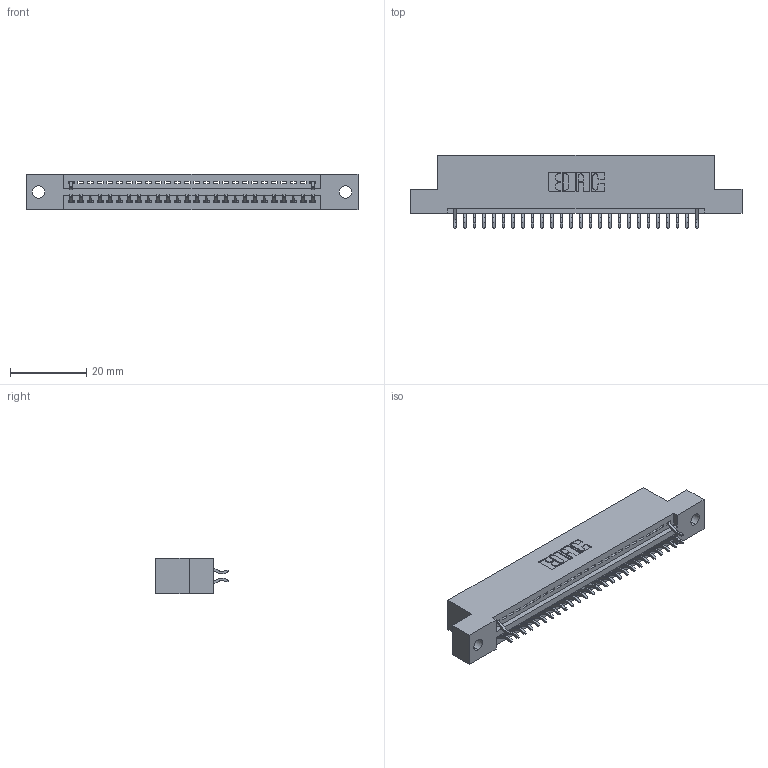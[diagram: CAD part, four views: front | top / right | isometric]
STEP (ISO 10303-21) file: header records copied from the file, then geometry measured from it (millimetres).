
FILE_DESCRIPTION (( 'STEP AP203' ), '1' );
FILE_NAME ('345-052-556-202.STEP', '2018-09-22T23:53:46', ( '' ), ( '' ), 'SwSTEP 2.0', 'SolidWorks 2016', '' );
FILE_SCHEMA (( 'CONFIG_CONTROL_DESIGN' ));
Length unit declared in the file: inch
Products named in the file (3): 345-052-556-202; 345 Part_Flush Mounting Lugs - 0.128 Dia; 345-292-001_556 Tail
Assembly tree (29 placements, depth 2):
  345-052-556-202
    345 Part_Flush Mounting Lugs - 0.128 Dia
    345-292-001_556 Tail  x28
Bounding box: 87.25 x 19.24 x 9.4 mm (x, y, z)
Volume: 8072.8 mm3; surface area: 10100.5 mm2
Topology: 29 solids, 29 shells, 1886 faces, 5665 edges, 3738 vertices
Faces by surface type: plane 1284, cylinder 602
Entity records: 22009 total; most frequent: CARTESIAN_POINT 3824, ORIENTED_EDGE 3770, DIRECTION 3353, EDGE_CURVE 1885, LINE 1641, VECTOR 1641, VERTEX_POINT 1254, AXIS2_PLACEMENT_3D 856
